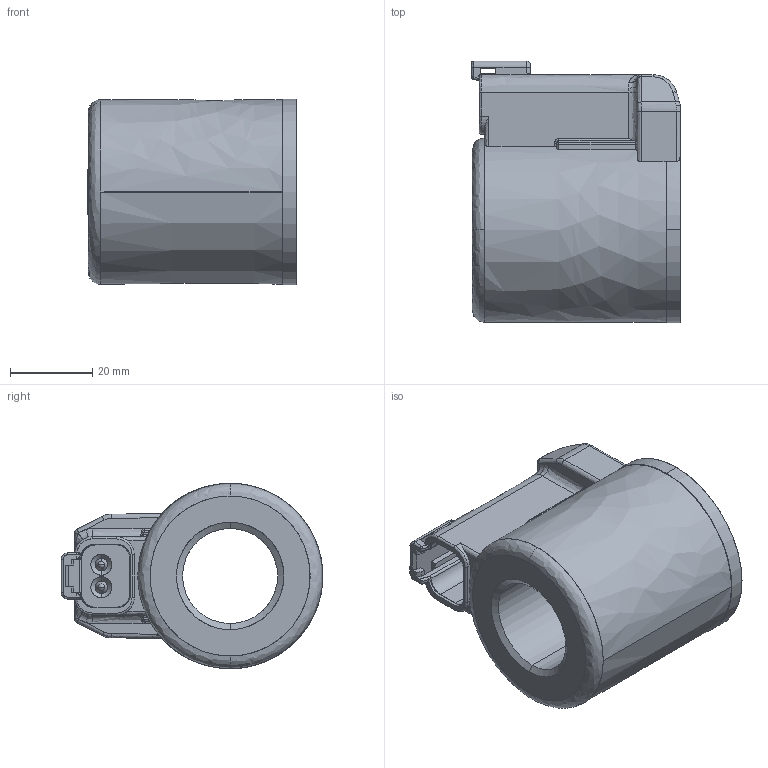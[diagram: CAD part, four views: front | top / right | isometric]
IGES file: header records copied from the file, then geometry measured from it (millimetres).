
Start section: SolidWorks IGES file using analytic representation for surfaces
Global section: file name: Magnetspule_45_Deutsch-Stecker.IGS; native system: SolidWorks 2014; preprocessor: SolidWorks 2014; author: Neubauer; date: 160712.144122; units: millimetre
Bounding box: 50.7 x 63.5 x 45 mm (x, y, z)
Surface area: 16505.7 mm2 (no closed solid volume)
Topology: 0 solids, 0 shells, 219 faces, 1952 edges, 1940 vertices
Faces by surface type: bspline 127, revolution 92
